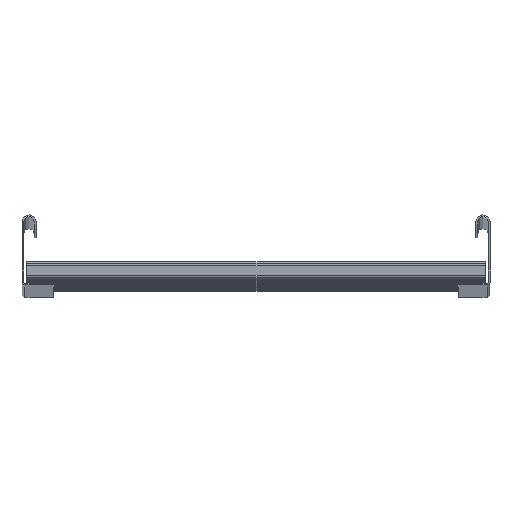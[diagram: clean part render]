
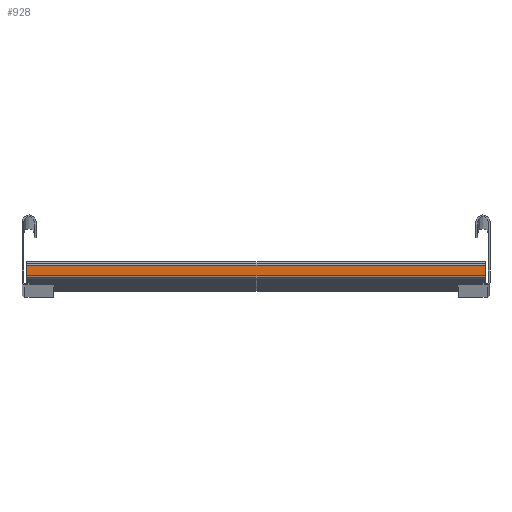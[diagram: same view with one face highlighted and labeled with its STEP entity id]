
A CAD part, top view. The second image highlights one B-rep face of the part: STEP entity #928.
In plain terms, the highlighted face is planar.
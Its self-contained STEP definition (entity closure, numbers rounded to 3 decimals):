
#5 = VERTEX_POINT ( 'NONE', #962 ) ;
#56 = DIRECTION ( 'NONE',  ( 0., 1., 0. ) ) ;
#59 = CARTESIAN_POINT ( 'NONE',  ( -15., 3., 196. ) ) ;
#78 = EDGE_CURVE ( 'NONE', #841, #842, #1750, .T. ) ;
#135 = VECTOR ( 'NONE', #56, 1000. ) ;
#262 = FACE_OUTER_BOUND ( 'NONE', #1373, .T. ) ;
#277 = CARTESIAN_POINT ( 'NONE',  ( -15., 3., -196. ) ) ;
#403 = ORIENTED_EDGE ( 'NONE', *, *, #78, .F. ) ;
#437 = VECTOR ( 'NONE', #1621, 1000. ) ;
#542 = DIRECTION ( 'NONE',  ( 0., 0., 1. ) ) ;
#608 = DIRECTION ( 'NONE',  ( 0., 0., -1. ) ) ;
#609 = DIRECTION ( 'NONE',  ( 1., 0., 0. ) ) ;
#627 = CARTESIAN_POINT ( 'NONE',  ( -15., 3., -196. ) ) ;
#637 = PLANE ( 'NONE',  #823 ) ;
#692 = CARTESIAN_POINT ( 'NONE',  ( -15., 12., 196. ) ) ;
#697 = CARTESIAN_POINT ( 'NONE',  ( -15., 12., -196. ) ) ;
#791 = VECTOR ( 'NONE', #542, 1000. ) ;
#823 = AXIS2_PLACEMENT_3D ( 'NONE', #627, #609, #608 ) ;
#841 = VERTEX_POINT ( 'NONE', #697 ) ;
#842 = VERTEX_POINT ( 'NONE', #692 ) ;
#858 = LINE ( 'NONE', #1017, #1660 ) ;
#906 = ORIENTED_EDGE ( 'NONE', *, *, #1315, .T. ) ;
#928 = ADVANCED_FACE ( 'NONE', ( #262 ), #637, .F. ) ;
#962 = CARTESIAN_POINT ( 'NONE',  ( -15., 3., 196. ) ) ;
#1017 = CARTESIAN_POINT ( 'NONE',  ( -15., 3., -196. ) ) ;
#1083 = CARTESIAN_POINT ( 'NONE',  ( -15., 3., -196. ) ) ;
#1180 = VERTEX_POINT ( 'NONE', #277 ) ;
#1315 = EDGE_CURVE ( 'NONE', #5, #842, #1778, .T. ) ;
#1373 = EDGE_LOOP ( 'NONE', ( #906, #403, #1384, #1627 ) ) ;
#1384 = ORIENTED_EDGE ( 'NONE', *, *, #1638, .F. ) ;
#1509 = DIRECTION ( 'NONE',  ( 0., 1., 0. ) ) ;
#1547 = CARTESIAN_POINT ( 'NONE',  ( -15., 12., -196. ) ) ;
#1621 = DIRECTION ( 'NONE',  ( 0., 0., 1. ) ) ;
#1627 = ORIENTED_EDGE ( 'NONE', *, *, #1651, .T. ) ;
#1638 = EDGE_CURVE ( 'NONE', #1180, #841, #858, .T. ) ;
#1651 = EDGE_CURVE ( 'NONE', #1180, #5, #1663, .T. ) ;
#1660 = VECTOR ( 'NONE', #1509, 1000. ) ;
#1663 = LINE ( 'NONE', #1083, #791 ) ;
#1750 = LINE ( 'NONE', #1547, #437 ) ;
#1778 = LINE ( 'NONE', #59, #135 ) ;
